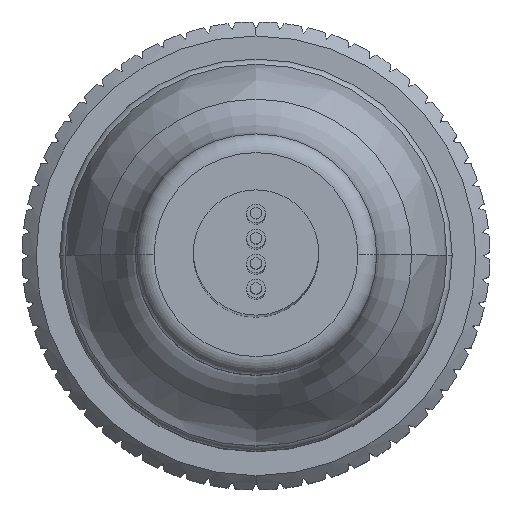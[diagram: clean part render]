
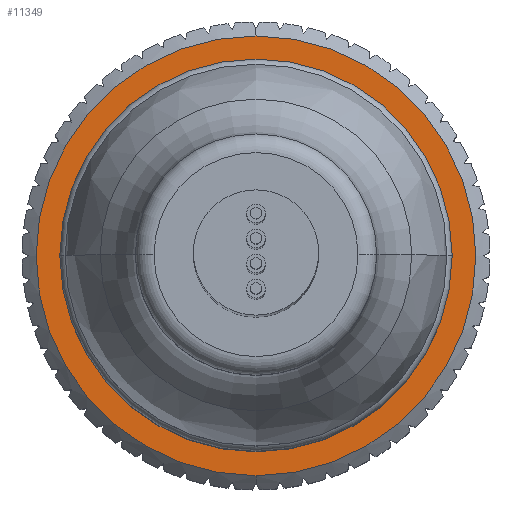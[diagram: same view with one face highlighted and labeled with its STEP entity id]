
A CAD part, top view. The second image highlights one B-rep face of the part: STEP entity #11349.
In plain terms, the highlighted planar face has unit normal (0, 0, 1).
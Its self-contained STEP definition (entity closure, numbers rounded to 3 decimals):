
#6529=CARTESIAN_POINT('',(0.,0.,-39.05));
#6530=DIRECTION('',(0.,0.,1.));
#6531=DIRECTION('',(0.,-1.,0.));
#6532=AXIS2_PLACEMENT_3D('',#6529,#6530,#6531);
#6538=CARTESIAN_POINT('',(0.,0.,-39.05));
#6539=DIRECTION('',(0.,0.,-1.));
#6540=DIRECTION('',(0.,-1.,0.));
#6541=AXIS2_PLACEMENT_3D('',#6538,#6539,#6540);
#6547=CARTESIAN_POINT('',(0.,0.,-39.05));
#6548=DIRECTION('',(0.,0.,1.));
#6549=DIRECTION('',(0.,1.,0.));
#6550=AXIS2_PLACEMENT_3D('',#6547,#6548,#6549);
#6552=CARTESIAN_POINT('',(0.,0.,-39.05));
#6553=DIRECTION('',(0.,0.,1.));
#6554=DIRECTION('',(0.,-1.,0.));
#6555=AXIS2_PLACEMENT_3D('',#6552,#6553,#6554);
#7690=CARTESIAN_POINT('',(0.,-7.7,-39.05));
#7692=VERTEX_POINT('',#7690);
#7694=CARTESIAN_POINT('',(0.,7.7,-39.05));
#7696=VERTEX_POINT('',#7694);
#7698=CARTESIAN_POINT('',(0.,11.75,-39.05));
#7699=CARTESIAN_POINT('',(0.,-11.75,-39.05));
#7700=VERTEX_POINT('',#7698);
#7701=VERTEX_POINT('',#7699);
#11335=CARTESIAN_POINT('',(0.,0.,-39.05));
#11336=DIRECTION('',(0.,0.,1.));
#11337=DIRECTION('',(0.,-1.,0.));
#11338=AXIS2_PLACEMENT_3D('',#11335,#11336,#11337);
#11339=PLANE('',#11338);
#11341=ORIENTED_EDGE('',*,*,#11340,.F.);
#11342=ORIENTED_EDGE('',*,*,#8759,.F.);
#11343=EDGE_LOOP('',(#11341,#11342));
#11344=FACE_OUTER_BOUND('',#11343,.F.);
#11345=ORIENTED_EDGE('',*,*,#11328,.F.);
#11346=ORIENTED_EDGE('',*,*,#11317,.T.);
#11347=EDGE_LOOP('',(#11345,#11346));
#11348=FACE_BOUND('',#11347,.F.);
#11349=ADVANCED_FACE('',(#11344,#11348),#11339,.T.);
#6533=CIRCLE('',#6532,7.7);
#6542=CIRCLE('',#6541,7.7);
#6551=CIRCLE('',#6550,11.75);
#6556=CIRCLE('',#6555,11.75);
#8759=EDGE_CURVE('',#7701,#7700,#6556,.T.);
#11317=EDGE_CURVE('',#7692,#7696,#6533,.T.);
#11328=EDGE_CURVE('',#7692,#7696,#6542,.T.);
#11340=EDGE_CURVE('',#7700,#7701,#6551,.T.);
